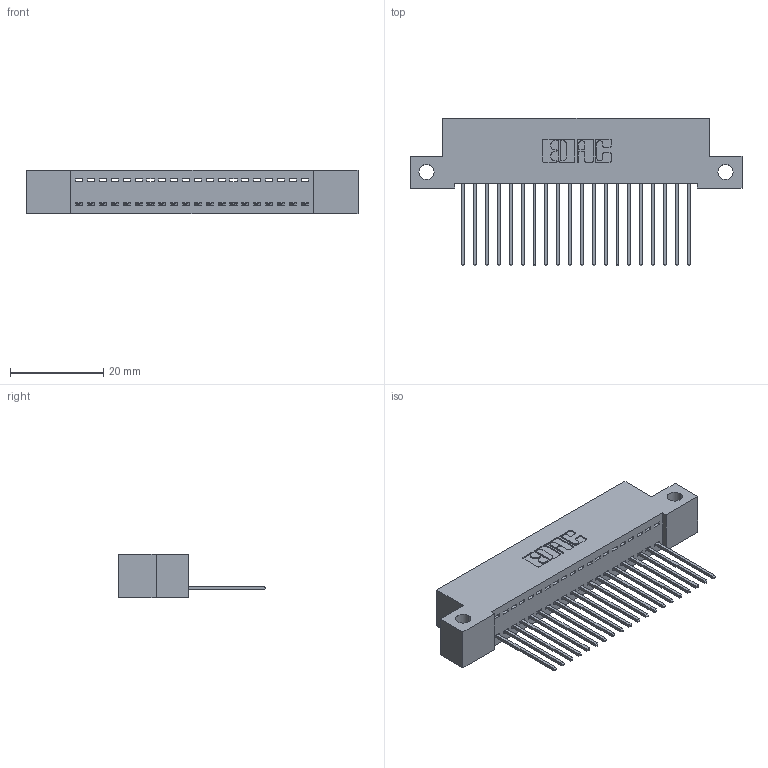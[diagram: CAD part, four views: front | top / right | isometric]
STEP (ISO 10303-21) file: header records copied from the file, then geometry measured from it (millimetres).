
FILE_DESCRIPTION (( 'STEP AP203' ), '1' );
FILE_NAME ('342-020-542-112.STEP', '2018-08-10T23:06:02', ( '' ), ( '' ), 'SwSTEP 2.0', 'SolidWorks 2016', '' );
FILE_SCHEMA (( 'CONFIG_CONTROL_DESIGN' ));
Length unit declared in the file: inch
Products named in the file (3): 342-020-542-112; 342 Part_Side Mount; 345-292-001_345-293-142
Assembly tree (21 placements, depth 2):
  342-020-542-112
    342 Part_Side Mount
    345-292-001_345-293-142  x20
Bounding box: 71.12 x 31.63 x 9.4 mm (x, y, z)
Volume: 6125.3 mm3; surface area: 8692.3 mm2
Topology: 21 solids, 21 shells, 1270 faces, 3819 edges, 2518 vertices
Faces by surface type: plane 906, cylinder 364
Entity records: 14961 total; most frequent: CARTESIAN_POINT 2590, ORIENTED_EDGE 2546, DIRECTION 2229, EDGE_CURVE 1273, VECTOR 1145, LINE 1145, VERTEX_POINT 846, AXIS2_PLACEMENT_3D 542
